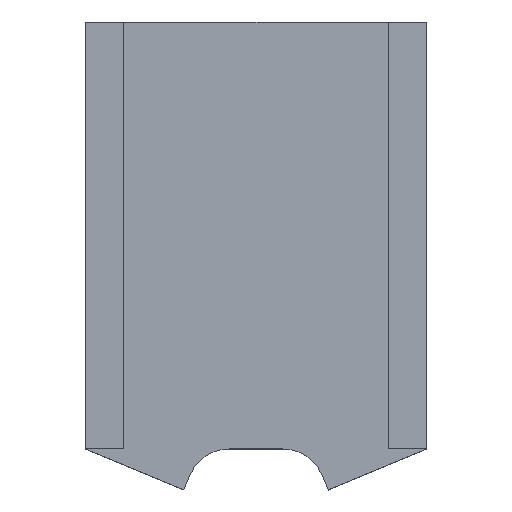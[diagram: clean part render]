
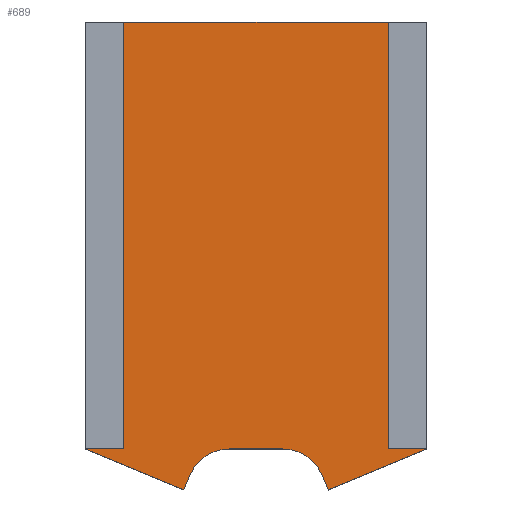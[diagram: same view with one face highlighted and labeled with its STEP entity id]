
A CAD part, top view. The second image highlights one B-rep face of the part: STEP entity #689.
In plain terms, the highlighted planar face has unit normal (0, 0, 1).
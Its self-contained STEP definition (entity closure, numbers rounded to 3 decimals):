
#1 = CARTESIAN_POINT ( 'NONE',  ( 4.626, -11., 1. ) ) ;
#21 = VERTEX_POINT ( 'NONE', #1049 ) ;
#25 = VECTOR ( 'NONE', #1075, 1000. ) ;
#38 = LINE ( 'NONE', #403, #139 ) ;
#48 = VECTOR ( 'NONE', #529, 1000. ) ;
#49 = LINE ( 'NONE', #931, #409 ) ;
#61 = ORIENTED_EDGE ( 'NONE', *, *, #750, .F. ) ;
#63 = AXIS2_PLACEMENT_3D ( 'NONE', #899, #552, #200 ) ;
#73 = DIRECTION ( 'NONE',  ( 0., 0., -1. ) ) ;
#110 = VERTEX_POINT ( 'NONE', #815 ) ;
#118 = DIRECTION ( 'NONE',  ( 1., 0., 0. ) ) ;
#139 = VECTOR ( 'NONE', #303, 1000. ) ;
#143 = EDGE_CURVE ( 'NONE', #21, #144, #233, .T. ) ;
#144 = VERTEX_POINT ( 'NONE', #432 ) ;
#148 = CARTESIAN_POINT ( 'NONE',  ( 2.31, -10.957, 1. ) ) ;
#161 = CARTESIAN_POINT ( 'NONE',  ( 0.9, -10., 1. ) ) ;
#172 = VECTOR ( 'NONE', #429, 1000. ) ;
#174 = ORIENTED_EDGE ( 'NONE', *, *, #143, .T. ) ;
#184 = LINE ( 'NONE', #903, #820 ) ;
#200 = DIRECTION ( 'NONE',  ( 1., 0., 0. ) ) ;
#204 = CARTESIAN_POINT ( 'NONE',  ( 0., 0., 1. ) ) ;
#211 = VERTEX_POINT ( 'NONE', #853 ) ;
#220 = PLANE ( 'NONE',  #1145 ) ;
#224 = ORIENTED_EDGE ( 'NONE', *, *, #1068, .T. ) ;
#227 = EDGE_CURVE ( 'NONE', #110, #211, #833, .T. ) ;
#233 = CIRCLE ( 'NONE', #512, 1. ) ;
#301 = CARTESIAN_POINT ( 'NONE',  ( 0.9, 0., 1. ) ) ;
#303 = DIRECTION ( 'NONE',  ( -0.383, 0.924, 0. ) ) ;
#305 = VERTEX_POINT ( 'NONE', #161 ) ;
#306 = CIRCLE ( 'NONE', #63, 1. ) ;
#316 = DIRECTION ( 'NONE',  ( -0.924, 0.383, 0. ) ) ;
#340 = LINE ( 'NONE', #687, #48 ) ;
#363 = EDGE_CURVE ( 'NONE', #543, #110, #340, .T. ) ;
#364 = VECTOR ( 'NONE', #1023, 1000. ) ;
#384 = DIRECTION ( 'NONE',  ( 0., -1., 0. ) ) ;
#386 = EDGE_CURVE ( 'NONE', #580, #437, #405, .T. ) ;
#394 = ORIENTED_EDGE ( 'NONE', *, *, #227, .T. ) ;
#396 = CARTESIAN_POINT ( 'NONE',  ( 8., -10., 1. ) ) ;
#403 = CARTESIAN_POINT ( 'NONE',  ( 4., -6.876, 1. ) ) ;
#405 = LINE ( 'NONE', #770, #1116 ) ;
#409 = VECTOR ( 'NONE', #118, 1000. ) ;
#420 = CARTESIAN_POINT ( 'NONE',  ( 2.45, -10.617, 1. ) ) ;
#422 = ORIENTED_EDGE ( 'NONE', *, *, #599, .T. ) ;
#429 = DIRECTION ( 'NONE',  ( -0.383, -0.924, 0. ) ) ;
#432 = CARTESIAN_POINT ( 'NONE',  ( 5.55, -10.617, 1. ) ) ;
#437 = VERTEX_POINT ( 'NONE', #1100 ) ;
#447 = ORIENTED_EDGE ( 'NONE', *, *, #942, .F. ) ;
#512 = AXIS2_PLACEMENT_3D ( 'NONE', #1, #73, #635 ) ;
#529 = DIRECTION ( 'NONE',  ( 0., 1., 0. ) ) ;
#543 = VERTEX_POINT ( 'NONE', #1093 ) ;
#552 = DIRECTION ( 'NONE',  ( 0., 0., -1. ) ) ;
#554 = LINE ( 'NONE', #988, #25 ) ;
#580 = VERTEX_POINT ( 'NONE', #148 ) ;
#582 = DIRECTION ( 'NONE',  ( -1., 0., 0. ) ) ;
#583 = DIRECTION ( 'NONE',  ( 1., 0., 0. ) ) ;
#592 = VERTEX_POINT ( 'NONE', #420 ) ;
#599 = EDGE_CURVE ( 'NONE', #211, #305, #1124, .T. ) ;
#606 = ORIENTED_EDGE ( 'NONE', *, *, #848, .T. ) ;
#635 = DIRECTION ( 'NONE',  ( 1., 0., 0. ) ) ;
#638 = DIRECTION ( 'NONE',  ( -0.924, -0.383, 0. ) ) ;
#665 = ORIENTED_EDGE ( 'NONE', *, *, #363, .T. ) ;
#687 = CARTESIAN_POINT ( 'NONE',  ( 7.1, 0., 1. ) ) ;
#689 = ADVANCED_FACE ( 'NONE', ( #847 ), #220, .T. ) ;
#699 = CARTESIAN_POINT ( 'NONE',  ( 5.69, -10.957, 1. ) ) ;
#704 = EDGE_CURVE ( 'NONE', #734, #144, #38, .T. ) ;
#706 = VERTEX_POINT ( 'NONE', #396 ) ;
#734 = VERTEX_POINT ( 'NONE', #699 ) ;
#750 = EDGE_CURVE ( 'NONE', #706, #734, #184, .T. ) ;
#753 = VERTEX_POINT ( 'NONE', #812 ) ;
#770 = CARTESIAN_POINT ( 'NONE',  ( 0., -10., 1. ) ) ;
#771 = CARTESIAN_POINT ( 'NONE',  ( 2.31, -10.957, 1. ) ) ;
#812 = CARTESIAN_POINT ( 'NONE',  ( 3.374, -10., 1. ) ) ;
#815 = CARTESIAN_POINT ( 'NONE',  ( 7.1, 0., 1. ) ) ;
#820 = VECTOR ( 'NONE', #638, 1000. ) ;
#833 = LINE ( 'NONE', #846, #950 ) ;
#846 = CARTESIAN_POINT ( 'NONE',  ( 0.9, 0., 1. ) ) ;
#847 = FACE_OUTER_BOUND ( 'NONE', #1132, .T. ) ;
#848 = EDGE_CURVE ( 'NONE', #592, #753, #306, .T. ) ;
#853 = CARTESIAN_POINT ( 'NONE',  ( 0.9, 0., 1. ) ) ;
#877 = EDGE_CURVE ( 'NONE', #592, #580, #1138, .T. ) ;
#899 = CARTESIAN_POINT ( 'NONE',  ( 3.374, -11., 1. ) ) ;
#903 = CARTESIAN_POINT ( 'NONE',  ( 8., -10., 1. ) ) ;
#909 = VECTOR ( 'NONE', #384, 1000. ) ;
#916 = ORIENTED_EDGE ( 'NONE', *, *, #386, .F. ) ;
#918 = EDGE_CURVE ( 'NONE', #543, #706, #49, .T. ) ;
#922 = ORIENTED_EDGE ( 'NONE', *, *, #877, .F. ) ;
#931 = CARTESIAN_POINT ( 'NONE',  ( 0., -10., 1. ) ) ;
#942 = EDGE_CURVE ( 'NONE', #437, #305, #1115, .T. ) ;
#950 = VECTOR ( 'NONE', #582, 1000. ) ;
#981 = ORIENTED_EDGE ( 'NONE', *, *, #918, .F. ) ;
#988 = CARTESIAN_POINT ( 'NONE',  ( 0.9, -10., 1. ) ) ;
#1011 = DIRECTION ( 'NONE',  ( 0., 0., 1. ) ) ;
#1023 = DIRECTION ( 'NONE',  ( 1., 0., 0. ) ) ;
#1029 = CARTESIAN_POINT ( 'NONE',  ( 0., -10., 1. ) ) ;
#1035 = ORIENTED_EDGE ( 'NONE', *, *, #704, .F. ) ;
#1049 = CARTESIAN_POINT ( 'NONE',  ( 4.626, -10., 1. ) ) ;
#1068 = EDGE_CURVE ( 'NONE', #753, #21, #554, .T. ) ;
#1075 = DIRECTION ( 'NONE',  ( 1., 0., 0. ) ) ;
#1093 = CARTESIAN_POINT ( 'NONE',  ( 7.1, -10., 1. ) ) ;
#1100 = CARTESIAN_POINT ( 'NONE',  ( 0., -10., 1. ) ) ;
#1115 = LINE ( 'NONE', #1029, #364 ) ;
#1116 = VECTOR ( 'NONE', #316, 1000. ) ;
#1124 = LINE ( 'NONE', #301, #909 ) ;
#1132 = EDGE_LOOP ( 'NONE', ( #422, #447, #916, #922, #606, #224, #174, #1035, #61, #981, #665, #394 ) ) ;
#1138 = LINE ( 'NONE', #771, #172 ) ;
#1145 = AXIS2_PLACEMENT_3D ( 'NONE', #204, #1011, #583 ) ;
